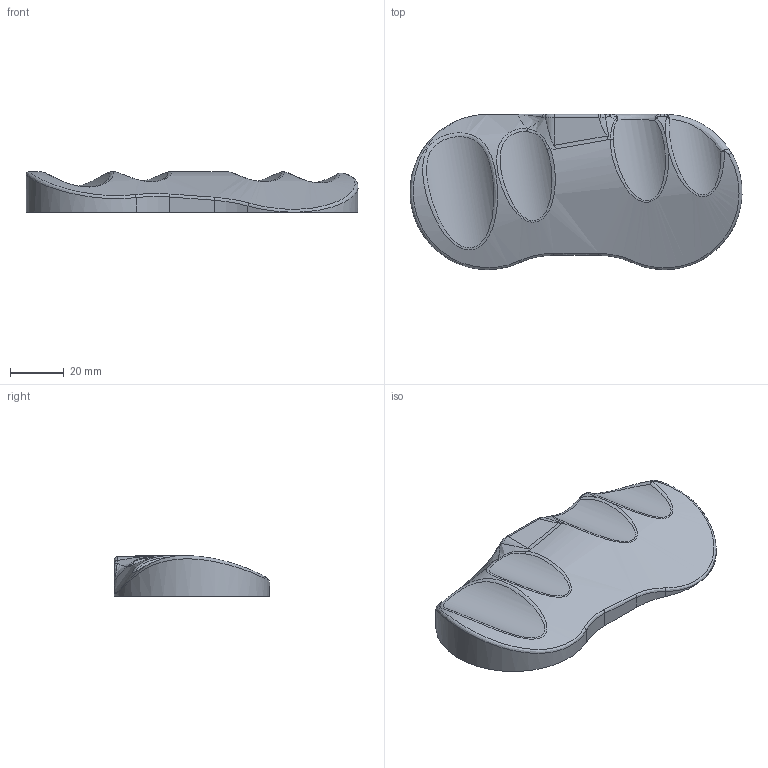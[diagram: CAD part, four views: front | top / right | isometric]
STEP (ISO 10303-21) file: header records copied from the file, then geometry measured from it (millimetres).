
FILE_DESCRIPTION(/* description */ (''),/* implementation_level */ '2;1');
FILE_NAME(/* name */ 'OSSM - Remote Reimagined - Bottom - Ergo.step',/* time_stamp */ '2024-09-07T21:05:09-04:00',/* author */ (''),/* organization */ (''),/* preprocessor_version */ 'ST-DEVELOPER v20',/* originating_system */ 'Autodesk Translation Framework v13.14.0.145',/* authorisation */ '');
FILE_SCHEMA (('AUTOMOTIVE_DESIGN { 1 0 10303 214 3 1 1 }'));
Length unit declared in the file: millimetre
Products named in the file (1): OSSM - Remote Reimagined - Bottom - Ergo
Bounding box: 123.98 x 58 x 15.18 mm (x, y, z)
Volume: 55806.6 mm3; surface area: 17203.5 mm2
Topology: 1 solids, 1 shells, 140 faces, 355 edges, 218 vertices
Faces by surface type: cylinder 60, bspline 44, plane 27, cone 8, torus 1
Full cylindrical faces by diameter (mm): 3.332 x8, 4.109 x6, 30 x2
Entity records: 8849 total; most frequent: CARTESIAN_POINT 5900, ORIENTED_EDGE 702, DIRECTION 440, EDGE_CURVE 351, VERTEX_POINT 218, B_SPLINE_CURVE_WITH_KNOTS 173, AXIS2_PLACEMENT_3D 165, EDGE_LOOP 145
